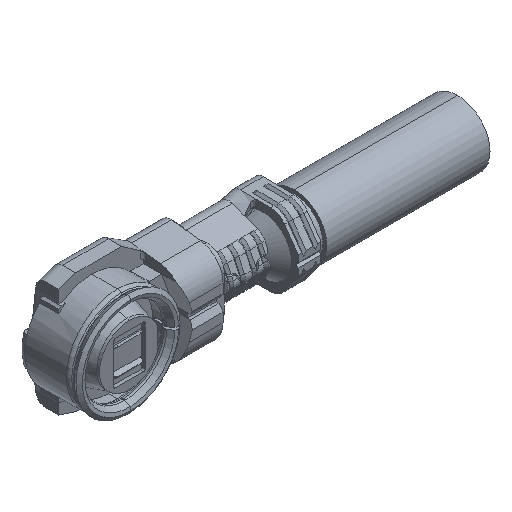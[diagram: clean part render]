
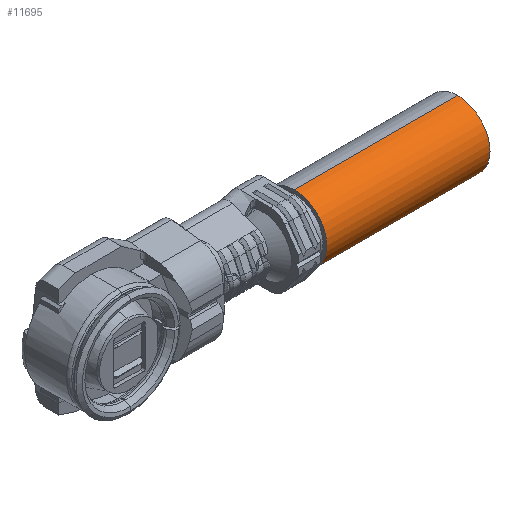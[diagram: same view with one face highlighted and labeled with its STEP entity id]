
A CAD part, isometric view. The second image highlights one B-rep face of the part: STEP entity #11695.
In plain terms, the highlighted cylindrical face has radius 0.565 mm (diameter 1.13 mm), a partial arc.
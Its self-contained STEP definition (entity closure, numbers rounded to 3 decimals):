
#584 = VERTEX_POINT ( 'NONE', #6768 ) ;
#1135 = AXIS2_PLACEMENT_3D ( 'NONE', #2562, #2436, #2403 ) ;
#1822 = ORIENTED_EDGE ( 'NONE', *, *, #2847, .F. ) ;
#1979 = ORIENTED_EDGE ( 'NONE', *, *, #2693, .F. ) ;
#2077 = CYLINDRICAL_SURFACE ( 'NONE', #10749, 0.565 ) ;
#2183 = ORIENTED_EDGE ( 'NONE', *, *, #6165, .T. ) ;
#2226 = CARTESIAN_POINT ( 'NONE',  ( 6.22, 0.735, 0. ) ) ;
#2403 = DIRECTION ( 'NONE',  ( 0., 0., -1. ) ) ;
#2404 = ORIENTED_EDGE ( 'NONE', *, *, #2673, .T. ) ;
#2436 = DIRECTION ( 'NONE',  ( 1., 0., 0. ) ) ;
#2562 = CARTESIAN_POINT ( 'NONE',  ( 6.22, 0.735, 0. ) ) ;
#2673 = EDGE_CURVE ( 'NONE', #8105, #584, #11062, .T. ) ;
#2693 = EDGE_CURVE ( 'NONE', #13838, #10302, #5510, .T. ) ;
#2847 = EDGE_CURVE ( 'NONE', #10302, #584, #6323, .T. ) ;
#3426 = DIRECTION ( 'NONE',  ( 0., 0., 1. ) ) ;
#3455 = DIRECTION ( 'NONE',  ( 0., 0., -1. ) ) ;
#3465 = VECTOR ( 'NONE', #13292, 1000. ) ;
#3597 = CARTESIAN_POINT ( 'NONE',  ( 3.37, 0.735, 0. ) ) ;
#4994 = CARTESIAN_POINT ( 'NONE',  ( 6.22, 0.735, -0.565 ) ) ;
#5510 = CIRCLE ( 'NONE', #1135, 0.565 ) ;
#6165 = EDGE_CURVE ( 'NONE', #13838, #8105, #11967, .T. ) ;
#6323 = LINE ( 'NONE', #13347, #3465 ) ;
#6562 = CARTESIAN_POINT ( 'NONE',  ( 3.37, 0.735, 0.565 ) ) ;
#6730 = DIRECTION ( 'NONE',  ( 1., 0., 0. ) ) ;
#6768 = CARTESIAN_POINT ( 'NONE',  ( 3.37, 0.735, -0.565 ) ) ;
#8105 = VERTEX_POINT ( 'NONE', #6562 ) ;
#8323 = EDGE_LOOP ( 'NONE', ( #1822, #1979, #2183, #2404 ) ) ;
#8907 = CARTESIAN_POINT ( 'NONE',  ( 6.22, 0.735, 0.565 ) ) ;
#9204 = VECTOR ( 'NONE', #13592, 1000. ) ;
#9774 = DIRECTION ( 'NONE',  ( -1., 0., 0. ) ) ;
#10302 = VERTEX_POINT ( 'NONE', #4994 ) ;
#10652 = FACE_OUTER_BOUND ( 'NONE', #8323, .T. ) ;
#10749 = AXIS2_PLACEMENT_3D ( 'NONE', #2226, #9774, #3426 ) ;
#11062 = CIRCLE ( 'NONE', #12984, 0.565 ) ;
#11695 = ADVANCED_FACE ( 'NONE', ( #10652 ), #2077, .T. ) ;
#11967 = LINE ( 'NONE', #13643, #9204 ) ;
#12984 = AXIS2_PLACEMENT_3D ( 'NONE', #3597, #6730, #3455 ) ;
#13292 = DIRECTION ( 'NONE',  ( -1., 0., 0. ) ) ;
#13347 = CARTESIAN_POINT ( 'NONE',  ( 6.22, 0.735, -0.565 ) ) ;
#13592 = DIRECTION ( 'NONE',  ( -1., 0., 0. ) ) ;
#13643 = CARTESIAN_POINT ( 'NONE',  ( 6.22, 0.735, 0.565 ) ) ;
#13838 = VERTEX_POINT ( 'NONE', #8907 ) ;
